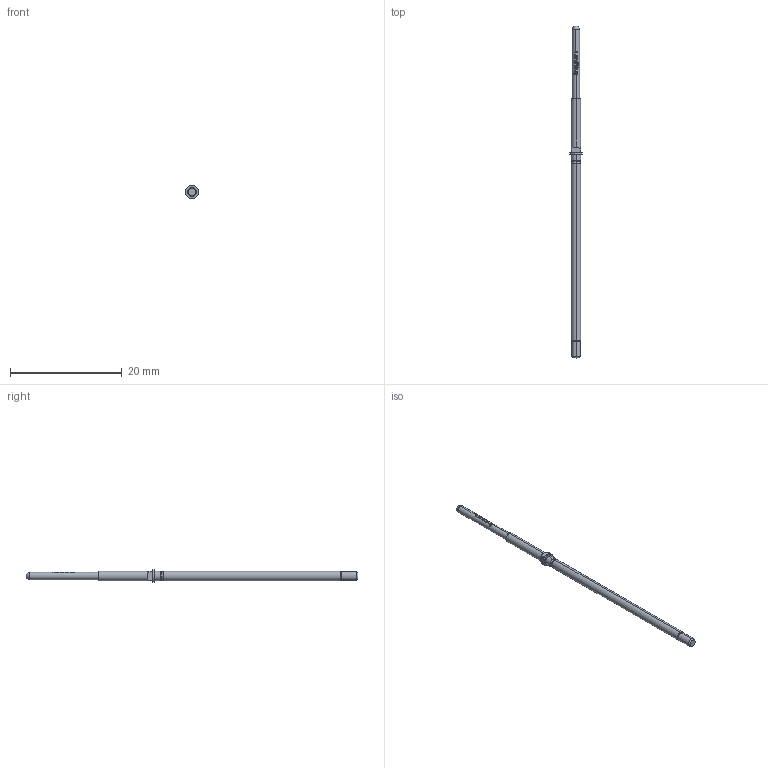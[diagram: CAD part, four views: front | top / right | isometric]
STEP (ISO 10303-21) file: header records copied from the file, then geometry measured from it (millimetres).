
FILE_DESCRIPTION (( 'STEP AP203' ), '1' );
FILE_NAME ('INGUN_GKS-204_305_130_A_xx10_M.STEP', '2022-01-27T08:24:00', ( 'ochi' ), ( '' ), 'SwSTEP 2.0', 'SolidWorks 2018', '' );
FILE_SCHEMA (( 'CONFIG_CONTROL_DESIGN' ));
Length unit declared in the file: millimetre
Products named in the file (1): INGUN_GKS-204_305_130_A_xx10_M
Bounding box: 2.3 x 59.5 x 2.3 mm (x, y, z)
Volume: 118.6 mm3; surface area: 303.9 mm2
Topology: 1 solids, 1 shells, 108 faces, 294 edges, 190 vertices
Faces by surface type: bspline 56, cylinder 22, plane 17, torus 6, cone 6, sphere 1
Entity records: 4518 total; most frequent: CARTESIAN_POINT 2286, ORIENTED_EDGE 582, EDGE_CURVE 291, DIRECTION 229, B_SPLINE_CURVE_WITH_KNOTS 212, VERTEX_POINT 188, EDGE_LOOP 111, FACE_OUTER_BOUND 108
